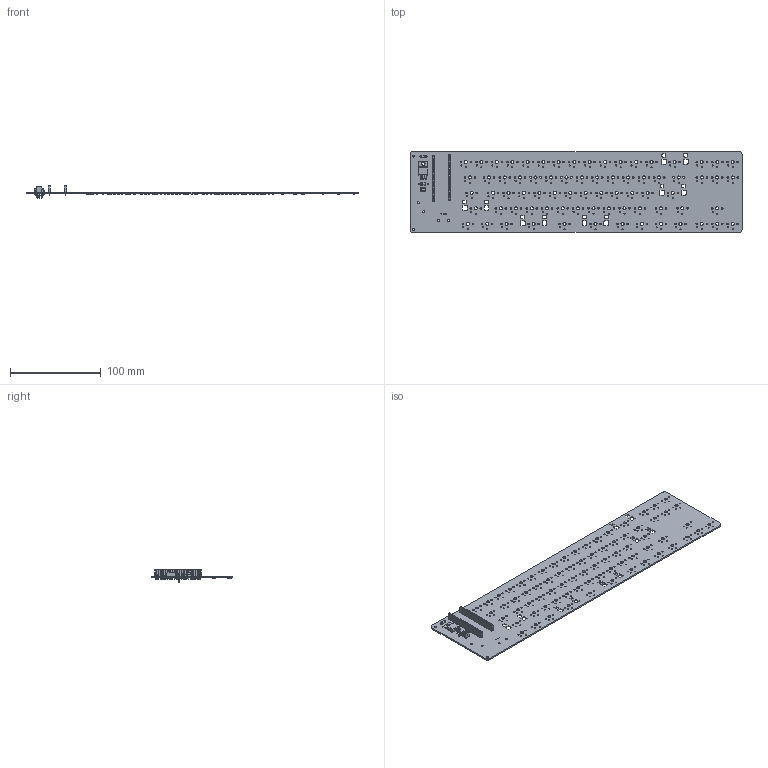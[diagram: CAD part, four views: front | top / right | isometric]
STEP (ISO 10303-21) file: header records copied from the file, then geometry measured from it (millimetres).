
FILE_DESCRIPTION(('KiCad electronic assembly'),'2;1');
FILE_NAME('lowd75.step','2024-07-19T21:19:21',('Pcbnew'),('Kicad'), 'Open CASCADE STEP processor 7.7','KiCad to STEP converter','Unknown' );
FILE_SCHEMA(('AUTOMOTIVE_DESIGN { 1 0 10303 214 1 1 1 1 }'));
Length unit declared in the file: millimetre
Products named in the file (14): lowd75 1; R_Axial_DIN0207_L6.3mm_D2.5mm_P7.62mm_Horizontal; R_Axial_DIN0207_L63mm_D25mm_P762mm_Horizontal; D_DO-41_SOD81_P10.16mm_Horizontal; PinSocket_1x20_P2.54mm_Vertical; PinSocket_1x20_P254mm_Vertical; JST_PH_B2B-PH-K_1x02_P2.00mm_Vertical; JST_B2B_PH_K; TO-220-3_Horizontal_TabDown; D_SOD-123; D_SOD_123; lowd75_PCB
Assembly tree (87 placements, depth 3):
  lowd75 1
    R_Axial_DIN0207_L6.3mm_D2.5mm_P7.62mm_Horizontal
      R_Axial_DIN0207_L63mm_D25mm_P762mm_Horizontal
    D_DO-41_SOD81_P10.16mm_Horizontal
      D_DO-41_SOD81_P10.16mm_Horizontal
    PinSocket_1x20_P2.54mm_Vertical  x2
      PinSocket_1x20_P254mm_Vertical
    JST_PH_B2B-PH-K_1x02_P2.00mm_Vertical
      JST_B2B_PH_K
    TO-220-3_Horizontal_TabDown
      TO-220-3_Horizontal_TabDown
    D_SOD-123  x74
      D_SOD_123
    lowd75_PCB
Bounding box: 365 x 89 x 13.33 mm (x, y, z)
Volume: 51987.8 mm3; surface area: 72785.1 mm2
Topology: 81 solids, 81 shells, 7026 faces, 17113 edges, 10454 vertices
Faces by surface type: plane 3971, bspline 1924, cylinder 1125, torus 6
Full cylindrical faces by diameter (mm): 0.6 x2, 0.75 x2, 0.8 x6, 1 x43, 1.1 x5, 1.2 x148, 1.7 x148, 2.2 x4, 2.25 x1, 2.5 x2, 2.7 x2, 2.72 x1, 3.4 x74, 3.5 x1, 3.735 x1
Entity records: 56629 total; most frequent: CARTESIAN_POINT 8818, DIRECTION 8291, ORIENTED_EDGE 8202, EDGE_CURVE 4101, LINE 2977, VECTOR 2977, VERTEX_POINT 2682, AXIS2_PLACEMENT_3D 2657
